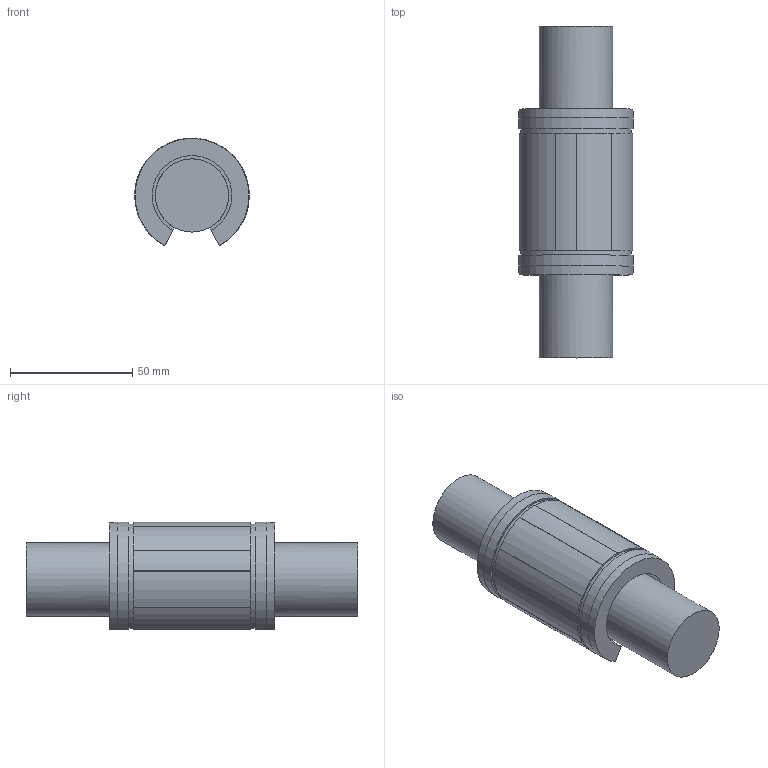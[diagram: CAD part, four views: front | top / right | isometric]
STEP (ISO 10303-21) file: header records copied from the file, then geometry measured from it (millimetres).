
FILE_DESCRIPTION((''),'2;1');
FILE_NAME('LMES30OP.stp','2013-02-14T08:11:47',('user2'),(''),'Autodesk Inventor 2012','Autodesk Inventor 2012','');
FILE_SCHEMA(('AUTOMOTIVE_DESIGN { 1 0 10303 214 1 1 1 1 }'));
Length unit declared in the file: millimetre
Products named in the file (1): LMES30OP
Bounding box: 46.94 x 136 x 44.13 mm (x, y, z)
Volume: 152849.8 mm3; surface area: 22103.1 mm2
Topology: 1 solids, 1 shells, 42 faces, 120 edges, 80 vertices
Faces by surface type: plane 22, cylinder 18, cone 2
Full cylindrical faces by diameter (mm): 30 x1
Entity records: 1413 total; most frequent: DIRECTION 242, CARTESIAN_POINT 237, ORIENTED_EDGE 232, EDGE_CURVE 116, AXIS2_PLACEMENT_3D 83, VERTEX_POINT 78, VECTOR 76, LINE 76
